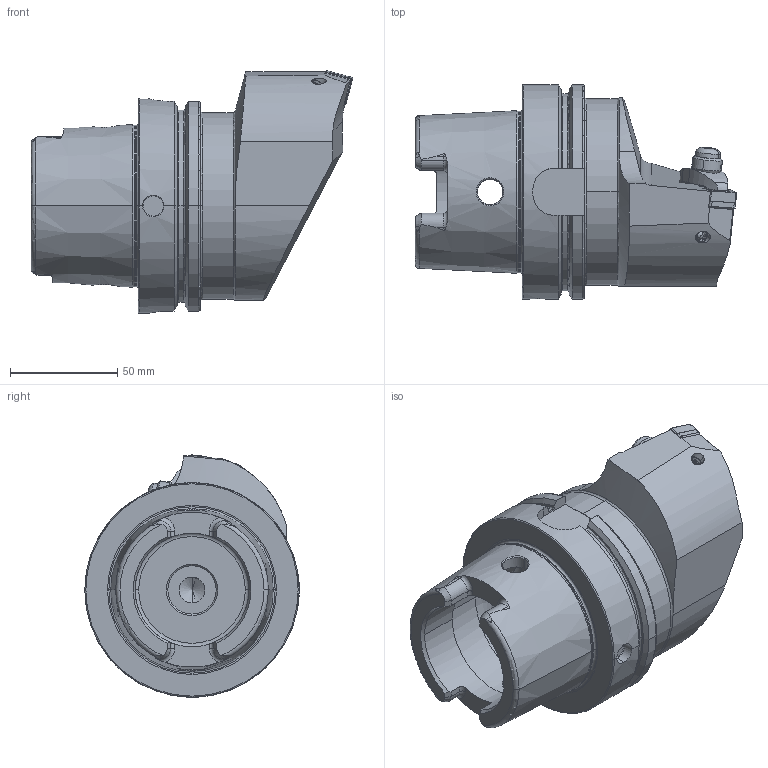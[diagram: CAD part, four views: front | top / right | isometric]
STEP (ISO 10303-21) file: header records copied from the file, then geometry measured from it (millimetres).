
FILE_DESCRIPTION (( 'STEP AP203' ), '1' );
FILE_NAME ('HA0.KSD.LBA.100.STEP', '2024-08-09T14:05:17', ( '' ), ( '' ), 'SwSTEP 2.0', 'SolidWorks 2022', '' );
FILE_SCHEMA (( 'CONFIG_CONTROL_DESIGN' ));
Length unit declared in the file: millimetre
Products named in the file (10): WSD-ER2.101.003_A; SNMG120404; HA0.KSD.LBA.100; ISO 13337 - 3 x 12_PreviewCfg; WCC-ER3.102.024_C; HA0-KSD.LBA.100_A_Fertigbearbeitung; WCC-ER2.001.010_A; WCC-ER5.102.012_B; KVT_MB_600_060; WCC-ER4.103.032_A
Assembly tree (9 placements, depth 2):
  HA0.KSD.LBA.100
    HA0-KSD.LBA.100_A_Fertigbearbeitung
    WSD-ER2.101.003_A
    WCC-ER2.001.010_A
    SNMG120404
    WCC-ER3.102.024_C
    WCC-ER5.102.012_B
    WCC-ER4.103.032_A
    ISO 13337 - 3 x 12_PreviewCfg
    KVT_MB_600_060
Bounding box: 149.9 x 100 x 113 mm (x, y, z)
Volume: 537728.1 mm3; surface area: 73313.6 mm2
Topology: 10 solids, 10 shells, 474 faces, 1183 edges, 720 vertices
Faces by surface type: cylinder 157, plane 120, cone 113, torus 66, bspline 16, sphere 2
Entity records: 17205 total; most frequent: CARTESIAN_POINT 5155, ORIENTED_EDGE 2324, DIRECTION 2323, EDGE_CURVE 1162, AXIS2_PLACEMENT_3D 938, VERTEX_POINT 717, EDGE_LOOP 503, FACE_OUTER_BOUND 474
